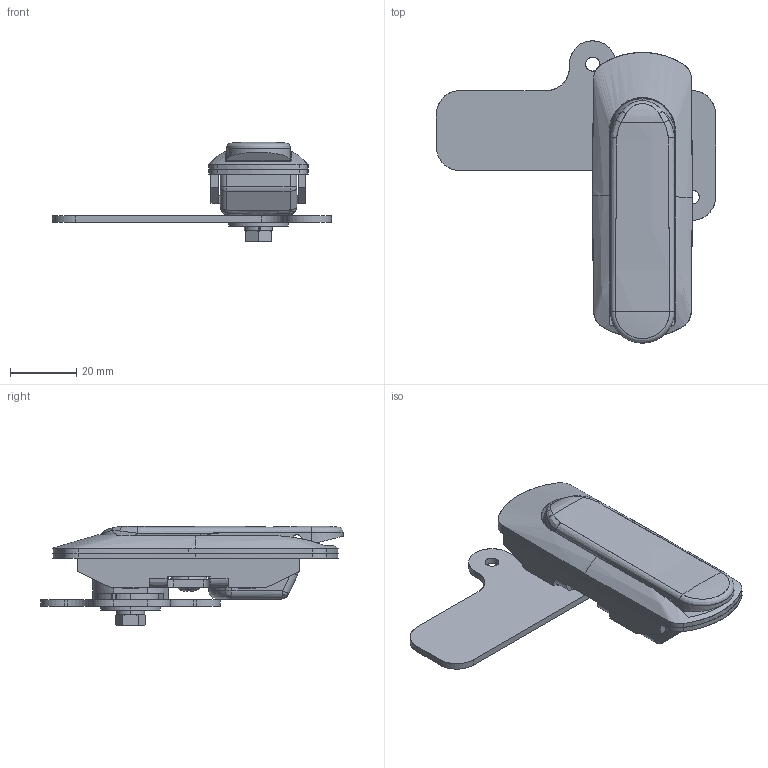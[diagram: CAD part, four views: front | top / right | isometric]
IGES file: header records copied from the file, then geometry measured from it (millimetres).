
Start section: SolidWorks IGES file using analytic representation for surfaces
Global section: file name: A-1464-3-2.IGS; native system: SolidWorks 2018; preprocessor: SolidWorks 2018; author: 1300nh; date: 210622.152844; units: millimetre
Bounding box: 84 x 91 x 30.08 mm (x, y, z)
Surface area: 29705.9 mm2 (no closed solid volume)
Topology: 0 solids, 0 shells, 536 faces, 5964 edges, 5943 vertices
Faces by surface type: bspline 298, revolution 238
